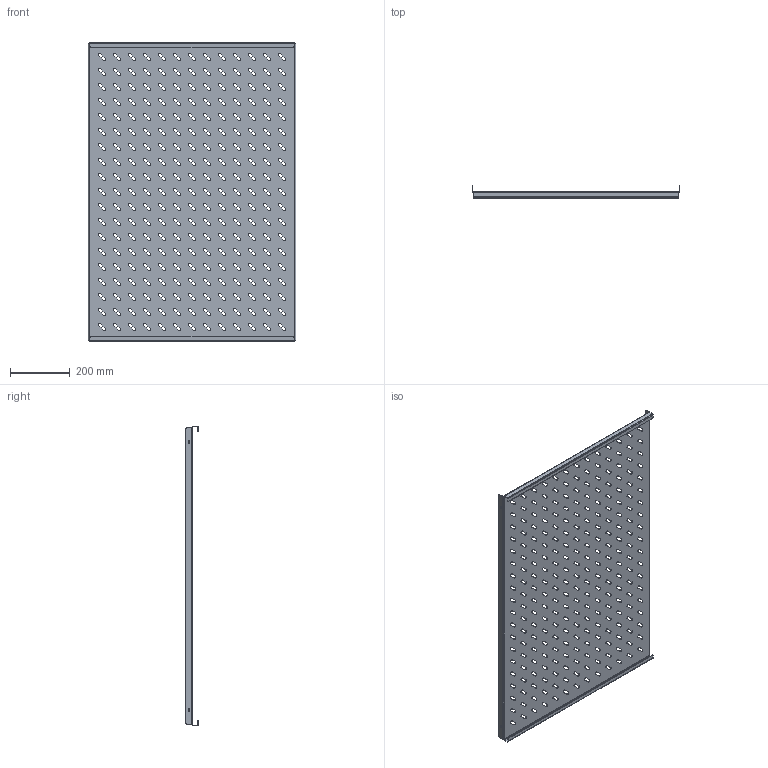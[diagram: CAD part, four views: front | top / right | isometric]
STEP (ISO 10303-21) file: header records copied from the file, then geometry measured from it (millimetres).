
FILE_DESCRIPTION (( 'STEP AP214' ), '1' );
FILE_NAME ('945.282.STEP', '2024-09-23T06:27:34', ( '' ), ( '' ), 'SwSTEP 2.0', 'SolidWorks 2021', '' );
FILE_SCHEMA (( 'AUTOMOTIVE_DESIGN' ));
Length unit declared in the file: millimetre
Products named in the file (1): 945.282
Bounding box: 692 x 41 x 997 mm (x, y, z)
Volume: 1065645.1 mm3; surface area: 1452543.4 mm2
Topology: 1 solids, 1 shells, 1303 faces, 3875 edges, 2574 vertices
Faces by surface type: cylinder 769, plane 534
Entity records: 45281 total; most frequent: DIRECTION 8021, CARTESIAN_POINT 7753, ORIENTED_EDGE 7750, EDGE_CURVE 3875, AXIS2_PLACEMENT_3D 2842, VERTEX_POINT 2574, VECTOR 2337, LINE 2337
